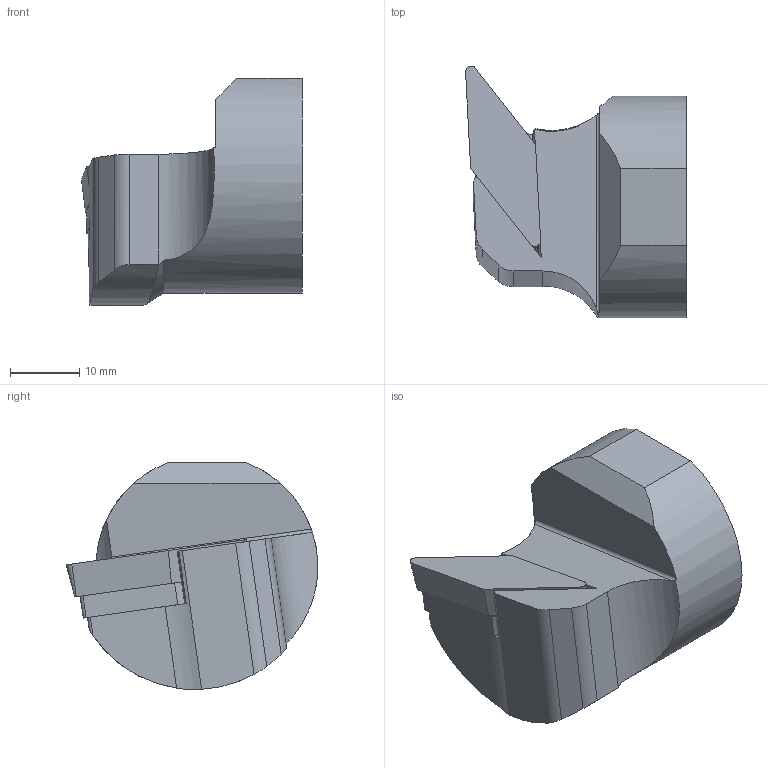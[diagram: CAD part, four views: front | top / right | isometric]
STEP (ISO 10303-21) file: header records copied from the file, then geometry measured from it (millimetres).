
FILE_DESCRIPTION(/* description */ (''),/* implementation_level */ '2;1');
FILE_NAME(/* name */ 'ATTC-A32-SVUCL-16.stp',/* time_stamp */ '2023-11-28T17:09:35+03:00',/* author */ (''),/* organization */ (''),/* preprocessor_version */ 'ST-DEVELOPER v19.4',/* originating_system */ 'SIEMENS PLM Software NX2306.3001',/* authorisation */ '');
FILE_SCHEMA (('AUTOMOTIVE_DESIGN { 1 0 10303 214 3 1 1 1 }'));
Length unit declared in the file: millimetre
Products named in the file (1): model1
Bounding box: 31.87 x 36.32 x 32.75 mm (x, y, z)
Volume: 17176.7 mm3; surface area: 5002.8 mm2
Topology: 2 solids, 2 shells, 53 faces, 141 edges, 92 vertices
Faces by surface type: plane 34, cylinder 14, cone 5
Full cylindrical faces by diameter (mm): 3 x1
Entity records: 2109 total; most frequent: CARTESIAN_POINT 455, ORIENTED_EDGE 274, DIRECTION 268, EDGE_CURVE 137, AXIS2_PLACEMENT_3D 93, VERTEX_POINT 91, LINE 82, VECTOR 82
